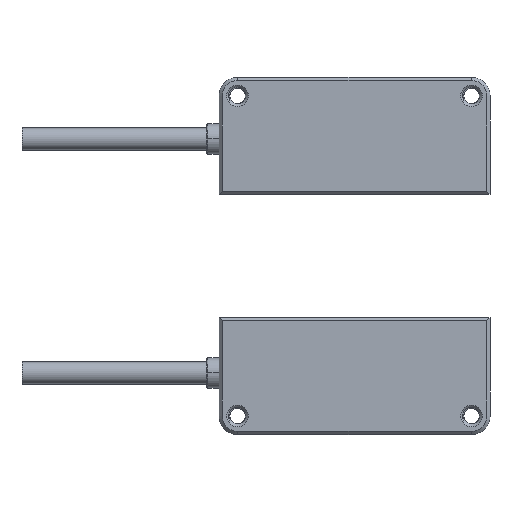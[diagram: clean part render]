
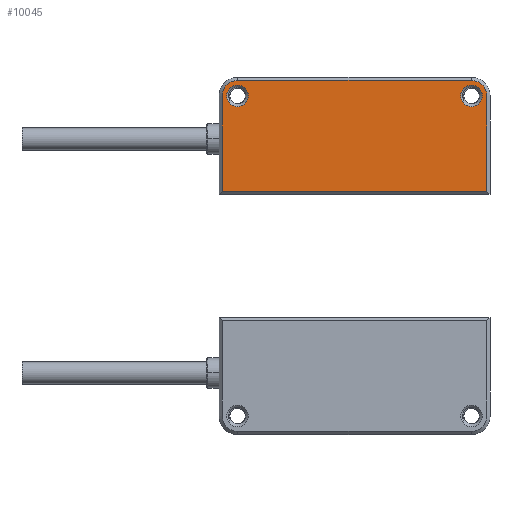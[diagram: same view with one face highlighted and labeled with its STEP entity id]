
A CAD part, top view. The second image highlights one B-rep face of the part: STEP entity #10045.
In plain terms, the highlighted face is planar.
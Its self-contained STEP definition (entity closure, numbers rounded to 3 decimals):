
#3348=CARTESIAN_POINT('',(-19.,-6.5,-3.));
#3349=DIRECTION('',(0.,0.,-1.));
#3350=DIRECTION('',(-1.,0.,0.));
#3351=AXIS2_PLACEMENT_3D('',#3348,#3349,#3350);
#3353=CARTESIAN_POINT('',(-19.,-6.5,-3.));
#3354=DIRECTION('',(0.,0.,-1.));
#3355=DIRECTION('',(1.,0.,0.));
#3356=AXIS2_PLACEMENT_3D('',#3353,#3354,#3355);
#3358=CARTESIAN_POINT('',(19.,-6.5,-3.));
#3359=DIRECTION('',(0.,0.,-1.));
#3360=DIRECTION('',(-1.,0.,0.));
#3361=AXIS2_PLACEMENT_3D('',#3358,#3359,#3360);
#3363=CARTESIAN_POINT('',(19.,-6.5,-3.));
#3364=DIRECTION('',(0.,0.,-1.));
#3365=DIRECTION('',(1.,0.,0.));
#3366=AXIS2_PLACEMENT_3D('',#3363,#3364,#3365);
#3368=DIRECTION('',(0.,1.,0.));
#3369=VECTOR('',#3368,15.5);
#3370=CARTESIAN_POINT('',(-21.5,-6.5,
-3.));
#3371=LINE('',#3370,#3369);
#3372=CARTESIAN_POINT('',(-19.,-6.5,-3.));
#3373=DIRECTION('',(0.,0.,-1.));
#3374=DIRECTION('',(0.,-1.,0.));
#3375=AXIS2_PLACEMENT_3D('',#3372,#3373,#3374);
#3377=DIRECTION('',(-1.,0.,0.));
#3378=VECTOR('',#3377,38.);
#3379=CARTESIAN_POINT('',(19.,-9.,
-3.));
#3380=LINE('',#3379,#3378);
#3381=CARTESIAN_POINT('',(19.,-6.5,-3.));
#3382=DIRECTION('',(0.,0.,-1.));
#3383=DIRECTION('',(1.,0.,0.));
#3384=AXIS2_PLACEMENT_3D('',#3381,#3382,#3383);
#3386=DIRECTION('',(0.,-1.,0.));
#3387=VECTOR('',#3386,15.5);
#3388=CARTESIAN_POINT('',(21.5,9.,-3.));
#3389=LINE('',#3388,#3387);
#3390=DIRECTION('',(1.,0.,0.));
#3391=VECTOR('',#3390,43.);
#3392=CARTESIAN_POINT('',(-21.5,9.,-3.));
#3393=LINE('',#3392,#3391);
#5773=CARTESIAN_POINT('',(-21.5,-6.5,
-3.));
#5774=CARTESIAN_POINT('',(-21.5,9.,-3.));
#5775=VERTEX_POINT('',#5773);
#5776=VERTEX_POINT('',#5774);
#5777=CARTESIAN_POINT('',(-19.,-9.,-3.));
#5778=VERTEX_POINT('',#5777);
#5783=CARTESIAN_POINT('',(19.,-9.,
-3.));
#5784=VERTEX_POINT('',#5783);
#5787=CARTESIAN_POINT('',(21.5,-6.5,-3.));
#5788=VERTEX_POINT('',#5787);
#5791=CARTESIAN_POINT('',(21.5,9.,-3.));
#5792=VERTEX_POINT('',#5791);
#6173=CARTESIAN_POINT('',(17.25,-6.5,-3.));
#6174=CARTESIAN_POINT('',(20.75,-6.5,-3.));
#6175=VERTEX_POINT('',#6173);
#6176=VERTEX_POINT('',#6174);
#6238=CARTESIAN_POINT('',(-20.75,-6.5,-3.));
#6239=CARTESIAN_POINT('',(-17.25,-6.5,-3.));
#6240=VERTEX_POINT('',#6238);
#6241=VERTEX_POINT('',#6239);
#10016=CARTESIAN_POINT('',(0.,0.,-3.));
#10017=DIRECTION('',(0.,0.,1.));
#10018=DIRECTION('',(1.,0.,0.));
#10019=AXIS2_PLACEMENT_3D('',#10016,#10017,#10018);
#10020=PLANE('',#10019);
#10022=ORIENTED_EDGE('',*,*,#10021,.F.);
#10024=ORIENTED_EDGE('',*,*,#10023,.F.);
#10026=ORIENTED_EDGE('',*,*,#10025,.F.);
#10028=ORIENTED_EDGE('',*,*,#10027,.F.);
#10030=ORIENTED_EDGE('',*,*,#10029,.F.);
#10032=ORIENTED_EDGE('',*,*,#10031,.F.);
#10033=EDGE_LOOP('',(#10022,#10024,#10026,#10028,#10030,#10032));
#10034=FACE_OUTER_BOUND('',#10033,.F.);
#10036=ORIENTED_EDGE('',*,*,#10035,.T.);
#10038=ORIENTED_EDGE('',*,*,#10037,.T.);
#10039=EDGE_LOOP('',(#10036,#10038));
#10040=FACE_BOUND('',#10039,.F.);
#10041=ORIENTED_EDGE('',*,*,#9242,.T.);
#10042=ORIENTED_EDGE('',*,*,#10011,.T.);
#10043=EDGE_LOOP('',(#10041,#10042));
#10044=FACE_BOUND('',#10043,.F.);
#10045=ADVANCED_FACE('',(#10034,#10040,#10044),#10020,.F.);
#3352=CIRCLE('',#3351,1.75);
#3357=CIRCLE('',#3356,1.75);
#3362=CIRCLE('',#3361,1.75);
#3367=CIRCLE('',#3366,1.75);
#3376=CIRCLE('',#3375,2.5);
#3385=CIRCLE('',#3384,2.5);
#9242=EDGE_CURVE('',#6240,#6241,#3352,.T.);
#10011=EDGE_CURVE('',#6241,#6240,#3357,.T.);
#10021=EDGE_CURVE('',#5775,#5776,#3371,.T.);
#10023=EDGE_CURVE('',#5778,#5775,#3376,.T.);
#10025=EDGE_CURVE('',#5784,#5778,#3380,.T.);
#10027=EDGE_CURVE('',#5788,#5784,#3385,.T.);
#10029=EDGE_CURVE('',#5792,#5788,#3389,.T.);
#10031=EDGE_CURVE('',#5776,#5792,#3393,.T.);
#10035=EDGE_CURVE('',#6175,#6176,#3362,.T.);
#10037=EDGE_CURVE('',#6176,#6175,#3367,.T.);
